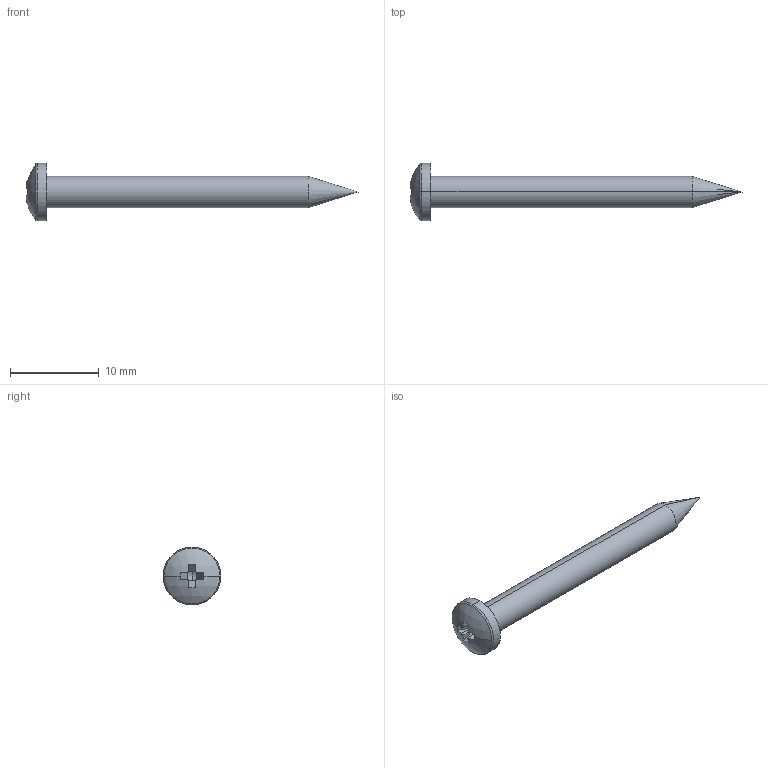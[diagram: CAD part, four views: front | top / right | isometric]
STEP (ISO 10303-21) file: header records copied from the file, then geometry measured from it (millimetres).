
FILE_DESCRIPTION (( 'STEP AP214' ), '1' );
FILE_NAME ('3195058.STP', '2018-01-26T08:32:38', ( '' ), ( '' ), 'SwSTEP 2.0', 'SolidWorks 2016', '' );
FILE_SCHEMA (( 'AUTOMOTIVE_DESIGN' ));
Length unit declared in the file: millimetre
Products named in the file (1): 3195058
Bounding box: 37.35 x 6.5 x 6.5 mm (x, y, z)
Volume: 357.8 mm3; surface area: 451.1 mm2
Topology: 1 solids, 1 shells, 42 faces, 102 edges, 59 vertices
Faces by surface type: plane 21, cone 13, cylinder 4, torus 2, sphere 2
Entity records: 1244 total; most frequent: CARTESIAN_POINT 239, DIRECTION 223, ORIENTED_EDGE 196, EDGE_CURVE 98, AXIS2_PLACEMENT_3D 95, VERTEX_POINT 59, CIRCLE 52, EDGE_LOOP 43
